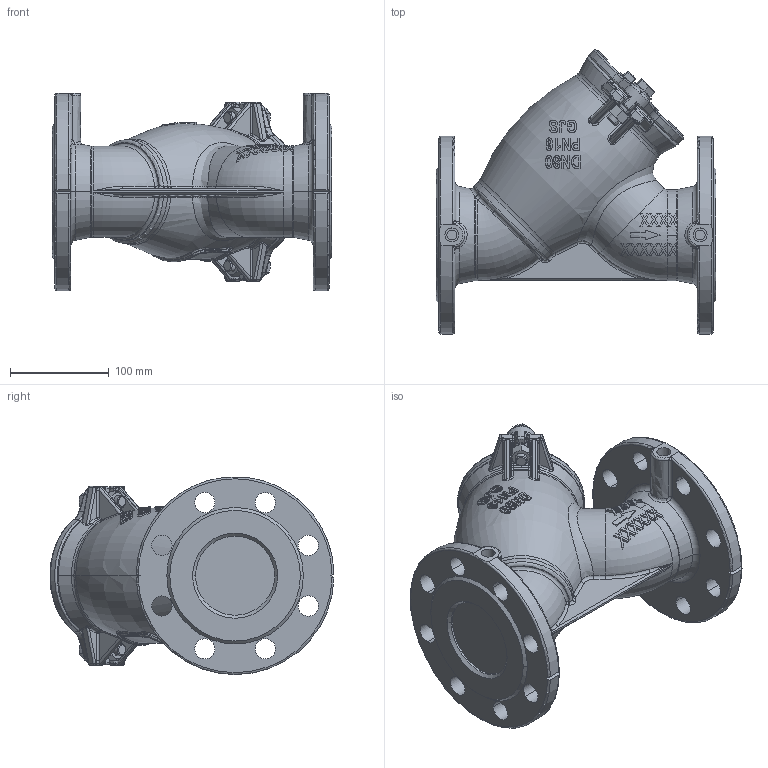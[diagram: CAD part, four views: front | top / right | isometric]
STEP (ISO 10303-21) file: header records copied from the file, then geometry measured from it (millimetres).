
FILE_DESCRIPTION (( 'STEP AP203' ), '1' );
FILE_NAME ('outline drawing^91000802XXXXXXXXXX.STEP', '2014-02-12T08:48:32', ( '' ), ( '' ), 'SwSTEP 2.0', 'SolidWorks 2012', '' );
FILE_SCHEMA (( 'CONFIG_CONTROL_DESIGN' ));
Products named in the file (1): outline drawing^91000802XXXXXXXXXX
Bounding box: 283 x 287.08 x 199.42 mm (x, y, z)
Volume: 4421411.3 mm3; surface area: 300533.2 mm2
Topology: 1 solids, 1 shells, 1536 faces, 3901 edges, 2439 vertices
Faces by surface type: plane 574, bspline 494, cylinder 224, torus 144, sphere 51, cone 49
Entity records: 73866 total; most frequent: CARTESIAN_POINT 41082, ORIENTED_EDGE 7726, DIRECTION 5314, EDGE_CURVE 3863, VERTEX_POINT 2427, AXIS2_PLACEMENT_3D 1903, EDGE_LOOP 1670, FACE_OUTER_BOUND 1536
